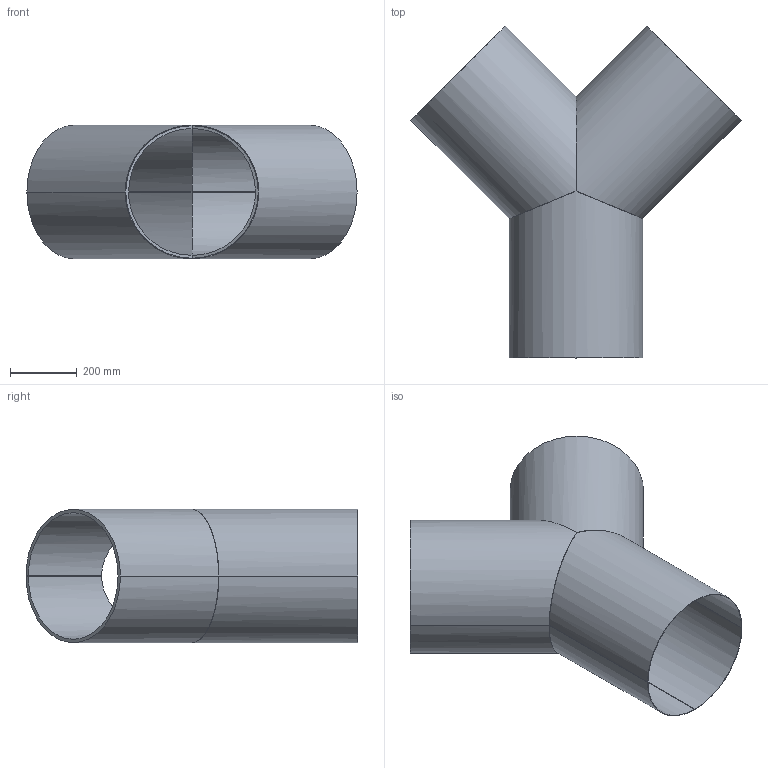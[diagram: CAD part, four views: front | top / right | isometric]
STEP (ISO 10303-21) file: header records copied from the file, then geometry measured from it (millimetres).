
FILE_DESCRIPTION (( 'STEP AP214' ), '1' );
FILE_NAME ('Y joint.step', '2023-06-14T23:23:56', ( '' ), ( '' ), 'SwSTEP 2.0', 'SolidWorks 2022', '' );
FILE_SCHEMA (( 'AUTOMOTIVE_DESIGN' ));
Length unit declared in the file: millimetre
Products named in the file (1): Y joint
Bounding box: 989.95 x 994.97 x 400 mm (x, y, z)
Volume: 10927528.8 mm3; surface area: 3208554.3 mm2
Topology: 3 solids, 3 shells, 29 faces, 69 edges, 46 vertices
Faces by surface type: plane 17, cylinder 12
Entity records: 887 total; most frequent: CARTESIAN_POINT 211, ORIENTED_EDGE 138, DIRECTION 119, EDGE_CURVE 69, VERTEX_POINT 46, AXIS2_PLACEMENT_3D 42, LINE 35, VECTOR 35
